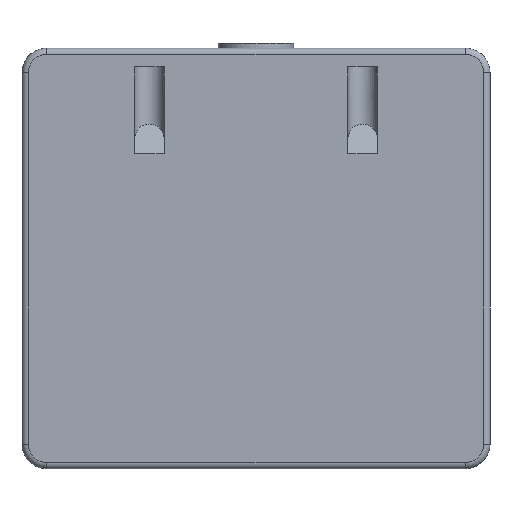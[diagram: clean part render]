
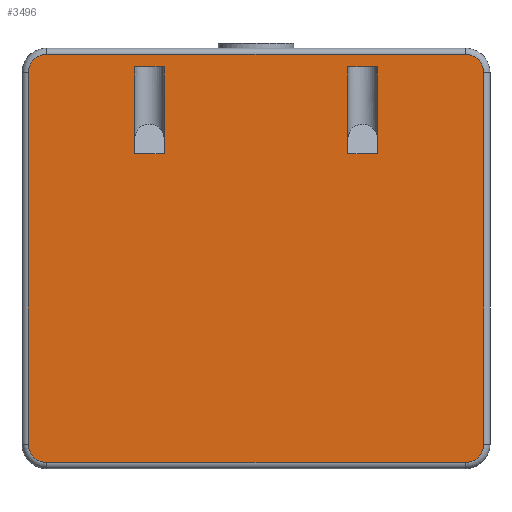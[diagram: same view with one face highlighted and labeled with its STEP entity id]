
A CAD part, front view. The second image highlights one B-rep face of the part: STEP entity #3496.
In plain terms, the highlighted planar face has unit normal (0, -1, 0).
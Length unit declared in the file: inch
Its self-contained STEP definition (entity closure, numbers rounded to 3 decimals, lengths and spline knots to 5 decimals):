
#110=FACE_BOUND('',#645,.T.);
#111=FACE_BOUND('',#646,.T.);
#139=CIRCLE('',#3594,0.187);
#143=CIRCLE('',#3600,0.187);
#147=CIRCLE('',#3606,0.187);
#150=CIRCLE('',#3611,0.187);
#435=FACE_OUTER_BOUND('',#644,.T.);
#644=EDGE_LOOP('',(#3178,#3179,#3180,#3181,#3182,#3183,#3184,#3185));
#645=EDGE_LOOP('',(#3186,#3187,#3188,#3189));
#646=EDGE_LOOP('',(#3190,#3191,#3192,#3193));
#683=LINE('',#4944,#1043);
#688=LINE('',#4955,#1048);
#690=LINE('',#4963,#1050);
#695=LINE('',#4975,#1055);
#698=LINE('',#4980,#1058);
#699=LINE('',#4982,#1059);
#700=LINE('',#4984,#1060);
#701=LINE('',#4986,#1061);
#781=LINE('',#5182,#1141);
#784=LINE('',#5197,#1144);
#786=LINE('',#5209,#1146);
#787=LINE('',#5218,#1147);
#1043=VECTOR('',#3909,0.3937);
#1048=VECTOR('',#3920,0.3937);
#1050=VECTOR('',#3926,0.3937);
#1055=VECTOR('',#3937,0.3937);
#1058=VECTOR('',#3942,0.3937);
#1059=VECTOR('',#3945,0.3937);
#1060=VECTOR('',#3948,0.3937);
#1061=VECTOR('',#3951,0.3937);
#1141=VECTOR('',#4131,0.3937);
#1144=VECTOR('',#4148,0.3937);
#1146=VECTOR('',#4162,0.3937);
#1147=VECTOR('',#4175,0.3937);
#1404=VERTEX_POINT('',#4941);
#1405=VERTEX_POINT('',#4943);
#1408=VERTEX_POINT('',#4953);
#1411=VERTEX_POINT('',#4960);
#1412=VERTEX_POINT('',#4962);
#1415=VERTEX_POINT('',#4972);
#1416=VERTEX_POINT('',#4974);
#1417=VERTEX_POINT('',#4978);
#1482=VERTEX_POINT('',#5179);
#1483=VERTEX_POINT('',#5181);
#1485=VERTEX_POINT('',#5187);
#1487=VERTEX_POINT('',#5193);
#1489=VERTEX_POINT('',#5199);
#1491=VERTEX_POINT('',#5205);
#1493=VERTEX_POINT('',#5211);
#1494=VERTEX_POINT('',#5216);
#1741=EDGE_CURVE('',#1405,#1404,#683,.T.);
#1747=EDGE_CURVE('',#1404,#1408,#688,.T.);
#1750=EDGE_CURVE('',#1411,#1412,#690,.T.);
#1756=EDGE_CURVE('',#1416,#1415,#695,.T.);
#1759=EDGE_CURVE('',#1417,#1408,#698,.T.);
#1760=EDGE_CURVE('',#1417,#1405,#699,.T.);
#1761=EDGE_CURVE('',#1411,#1416,#700,.T.);
#1762=EDGE_CURVE('',#1415,#1412,#701,.T.);
#1857=EDGE_CURVE('',#1482,#1483,#781,.T.);
#1862=EDGE_CURVE('',#1483,#1485,#139,.T.);
#1865=EDGE_CURVE('',#1485,#1487,#784,.T.);
#1868=EDGE_CURVE('',#1487,#1489,#143,.T.);
#1871=EDGE_CURVE('',#1489,#1491,#786,.T.);
#1874=EDGE_CURVE('',#1491,#1493,#147,.T.);
#1876=EDGE_CURVE('',#1493,#1494,#787,.T.);
#1878=EDGE_CURVE('',#1494,#1482,#150,.T.);
#3178=ORIENTED_EDGE('',*,*,#1857,.F.);
#3179=ORIENTED_EDGE('',*,*,#1878,.F.);
#3180=ORIENTED_EDGE('',*,*,#1876,.F.);
#3181=ORIENTED_EDGE('',*,*,#1874,.F.);
#3182=ORIENTED_EDGE('',*,*,#1871,.F.);
#3183=ORIENTED_EDGE('',*,*,#1868,.F.);
#3184=ORIENTED_EDGE('',*,*,#1865,.F.);
#3185=ORIENTED_EDGE('',*,*,#1862,.F.);
#3186=ORIENTED_EDGE('',*,*,#1760,.T.);
#3187=ORIENTED_EDGE('',*,*,#1741,.T.);
#3188=ORIENTED_EDGE('',*,*,#1747,.T.);
#3189=ORIENTED_EDGE('',*,*,#1759,.F.);
#3190=ORIENTED_EDGE('',*,*,#1761,.T.);
#3191=ORIENTED_EDGE('',*,*,#1756,.T.);
#3192=ORIENTED_EDGE('',*,*,#1762,.T.);
#3193=ORIENTED_EDGE('',*,*,#1750,.F.);
#3309=PLANE('',#3836);
#3496=ADVANCED_FACE('',(#435,#110,#111),#3309,.F.);
#3594=AXIS2_PLACEMENT_3D('',#5191,#4141,#4142);
#3600=AXIS2_PLACEMENT_3D('',#5203,#4155,#4156);
#3606=AXIS2_PLACEMENT_3D('',#5214,#4169,#4170);
#3611=AXIS2_PLACEMENT_3D('',#5221,#4180,#4181);
#3836=AXIS2_PLACEMENT_3D('',#5867,#4849,#4850);
#3909=DIRECTION('',(1.,0.,0.));
#3920=DIRECTION('',(0.,0.,-1.));
#3926=DIRECTION('',(1.,0.,0.));
#3937=DIRECTION('',(1.,0.,0.));
#3942=DIRECTION('',(1.,0.,0.));
#3945=DIRECTION('',(0.,0.,1.));
#3948=DIRECTION('',(0.,0.,1.));
#3951=DIRECTION('',(0.,0.,-1.));
#4131=DIRECTION('',(0.,0.,-1.));
#4141=DIRECTION('center_axis',(0.,1.,0.));
#4142=DIRECTION('ref_axis',(0.707,0.,-0.707));
#4148=DIRECTION('',(-1.,0.,0.));
#4155=DIRECTION('center_axis',(0.,1.,0.));
#4156=DIRECTION('ref_axis',(-0.707,0.,-0.707));
#4162=DIRECTION('',(0.,0.,1.));
#4169=DIRECTION('center_axis',(0.,1.,0.));
#4170=DIRECTION('ref_axis',(-0.707,0.,0.707));
#4175=DIRECTION('',(1.,0.,0.));
#4180=DIRECTION('center_axis',(0.,1.,0.));
#4181=DIRECTION('ref_axis',(0.707,0.,0.707));
#4849=DIRECTION('center_axis',(0.,1.,0.));
#4850=DIRECTION('ref_axis',(1.,0.,0.));
#4941=CARTESIAN_POINT('',(1.32652,0.,0.11442));
#4943=CARTESIAN_POINT('',(1.02652,0.,0.11442));
#4944=CARTESIAN_POINT('',(1.6397,0.,0.11442));
#4953=CARTESIAN_POINT('',(1.32652,0.,-0.76558));
#4955=CARTESIAN_POINT('',(1.32652,0.,-0.86025));
#4960=CARTESIAN_POINT('',(3.18652,0.,-0.76558));
#4962=CARTESIAN_POINT('',(3.48652,0.,-0.76558));
#4963=CARTESIAN_POINT('',(2.8697,0.,-0.76558));
#4972=CARTESIAN_POINT('',(3.48652,0.,0.11442));
#4974=CARTESIAN_POINT('',(3.18652,0.,0.11442));
#4975=CARTESIAN_POINT('',(2.7197,0.,0.11442));
#4978=CARTESIAN_POINT('',(1.02652,0.,-0.76558));
#4980=CARTESIAN_POINT('',(1.7897,0.,-0.76558));
#4982=CARTESIAN_POINT('',(1.02652,0.,-1.15025));
#4984=CARTESIAN_POINT('',(3.18652,0.,-1.15025));
#4986=CARTESIAN_POINT('',(3.48652,0.,-0.86025));
#5179=CARTESIAN_POINT('',(4.56352,0.,0.05442));
#5181=CARTESIAN_POINT('',(4.56352,0.,-3.70558));
#5182=CARTESIAN_POINT('',(4.56352,0.,-0.89025));
#5187=CARTESIAN_POINT('',(4.37652,0.,-3.89258));
#5191=CARTESIAN_POINT('Origin',(4.37652,0.,-3.70558));
#5193=CARTESIAN_POINT('',(0.13652,0.,-3.89258));
#5197=CARTESIAN_POINT('',(3.3147,0.,-3.89258));
#5199=CARTESIAN_POINT('',(-0.05048,0.,-3.70558));
#5203=CARTESIAN_POINT('Origin',(0.13652,0.,-3.70558));
#5205=CARTESIAN_POINT('',(-0.05048,0.,0.05442));
#5209=CARTESIAN_POINT('',(-0.05048,0.,-2.77025));
#5211=CARTESIAN_POINT('',(0.13652,0.,0.24142));
#5214=CARTESIAN_POINT('Origin',(0.13652,0.,0.05442));
#5216=CARTESIAN_POINT('',(4.37652,0.,0.24142));
#5218=CARTESIAN_POINT('',(1.1947,0.,0.24142));
#5221=CARTESIAN_POINT('Origin',(4.37652,0.,0.05442));
#5867=CARTESIAN_POINT('Origin',(2.25289,0.,-1.83492));
